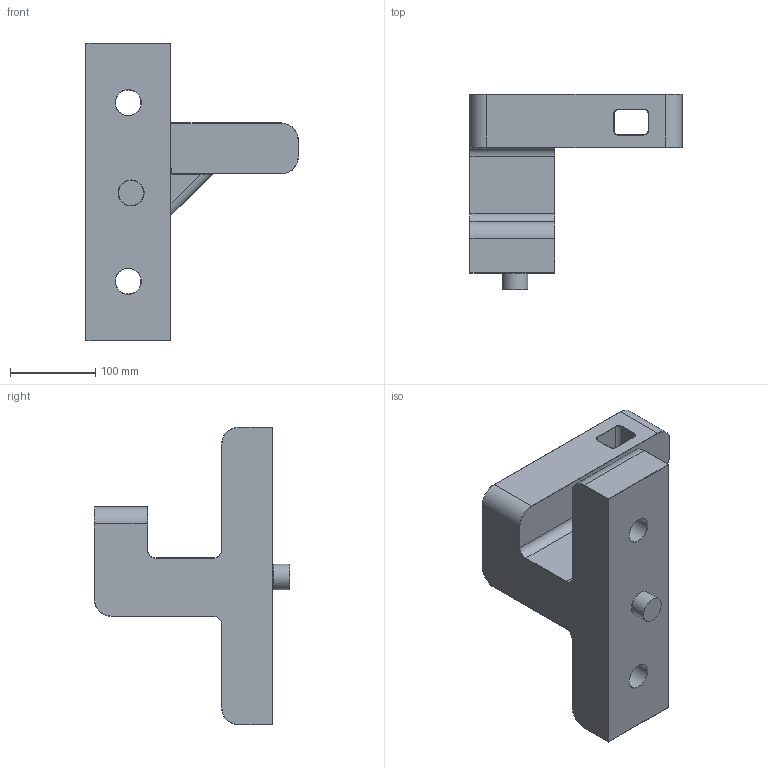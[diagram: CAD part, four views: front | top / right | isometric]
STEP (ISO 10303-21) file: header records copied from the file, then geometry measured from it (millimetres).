
FILE_DESCRIPTION(/* description */ ('CAx-IF Rec.Pracs.---Representation and Presentation of Product Manufacturing Information (PMI)---4.0---2014-10-13','CAx-IF Rec.Pracs.---3D Tessellated Geometry---0.4---2014-09-14','2;1'),/* implementation_level */ '2;1');
FILE_NAME(/* name */ 'bracket',/* time_stamp */ '2023-04-17T07:56:24+03:00',/* author */ (''),/* organization */ (''),/* preprocessor_version */ 'ST-DEVELOPER v18.102',/* originating_system */ 'SIEMENS PLM Software NX2206.8101',/* authorisation */ $);
FILE_SCHEMA (('AP242_MANAGED_MODEL_BASED_3D_ENGINEERING_MIM_LF { 1 0 10303 442 3 1 4 }'));
Length unit declared in the file: millimetre
Products named in the file (1): bracket
Bounding box: 250 x 230.24 x 350 mm (x, y, z)
Volume: 3919121.7 mm3; surface area: 242378.6 mm2
Topology: 1 solids, 1 shells, 146 faces, 334 edges, 181 vertices
Faces by surface type: cylinder 69, torus 38, plane 26, sphere 10, bspline 3
Full cylindrical faces by diameter (mm): 30 x3
Entity records: 4125 total; most frequent: DIRECTION 808, CARTESIAN_POINT 719, ORIENTED_EDGE 624, AXIS2_PLACEMENT_3D 338, EDGE_CURVE 312, VERTEX_POINT 179, CIRCLE 174, EDGE_LOOP 163
